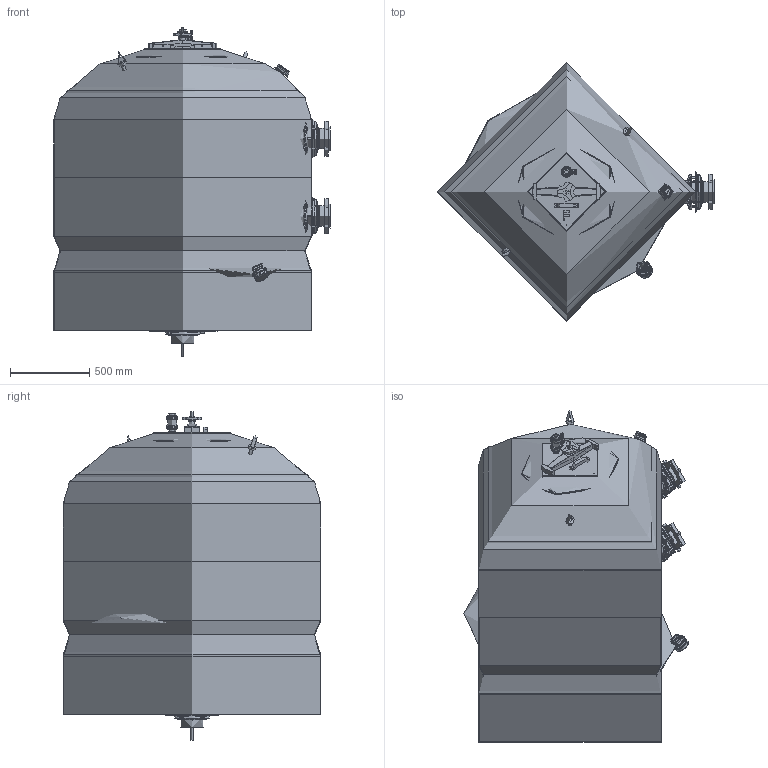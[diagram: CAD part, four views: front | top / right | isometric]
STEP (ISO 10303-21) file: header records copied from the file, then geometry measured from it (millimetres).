
FILE_DESCRIPTION( ( '' ), '1' );
FILE_NAME( 'HCFF631102WVA (VFSCN216011H).stp', '2017-07-19T11:49:04', ( 'Fiberpool Internacional' ), ( 'Fiberpool Internacional' ), 'PSStep 14.0', 'SolidEdgeST3', ' ' );
FILE_SCHEMA( ( 'AUTOMOTIVE_DESIGN { 1 0 10303 214 1 1 1 1 }' ) );
Length unit declared in the file: millimetre
Products named in the file (49): Sortida tornillos d-110 1400-1600-oa1; Sortida tornillos d-110 1400-1600-oa0; Tapa oval filtro industrial completa 2,5 BARS-oa8; Válvula de bola 32-1pols; Manòmetre filtro industrial 2011 -oa11; Base tapa ovalada filtro 2,5 BARS-oa5; filtre 1600 FB HAYW 170705-oa14; Assem1; Manòmetre  ; Brida tornillos d-125; Sortida descarga de arena 63-oa9; Desaigua filtre industrial 1pols-oa10; cos válvula 32-1pols; manguito valvula bola 32-1pols; femella valvula 32-1pols; maneta válvula 32-1pols; Volante filtro-oa6; cos manòmetre filtre industrial; fons manòmetre; agulla manòmetre; vidre manòmetre; Varilla Roscada M-14x165mm Inox 304; TUERCA INFERIOR SUJ_JUNTA TAP_OV; JUNTA TOR.22,00x4,00 NBR-70; TUERCA SUPERIOR SUJ_JUNTA TAP_OV; Base tapa ovalada filtro 2,5 BAR Act-oa4; CUERPO BRIDA DE TORNILLOS D-125 ; Tornillo M-10 Zinc. DIN 934; Cos sortida plipropilè 63; femella pasant polipropilè 63; ; Bolt_DIN_580_M24_v8.00; Maneta tapa filtro; Puente; Junta tórica 370,00x14,00 nbr-70; Machon doble rosca 1pols; ; Embellidor manòmetre PVC; Embellecedor d-125; casquillo 125-110 ...
Bounding box: 1748.5 x 1630 x 2075.5 mm (x, y, z)
Volume: 383136464.4 mm3; surface area: 77519768.3 mm2
Topology: 229 solids, 229 shells, 6529 faces, 16148 edges, 10415 vertices
Faces by surface type: plane 3861, cylinder 1719, cone 391, bspline 315, torus 198, sphere 29, offset 10, extrusion 6
Full cylindrical faces by diameter (mm): 6 x45, 8 x8, 10 x89, 10.106 x10, 11.835 x5, 12 x5, 13 x8, 14 x5, 14.5 x5, 15.5 x4, 16 x4, 17 x40, 19.6 x5, 21 x7, 22 x8, 23 x4, 23.5 x8, 24 x10, 25 x15, 26 x16, 29 x5, 29.5 x5, 29.605 x8, 32 x26, 35.5 x7, 37.5 x4, 38 x4, 41.5 x15, 44.5 x15, 46 x4
Entity records: 75758 total; most frequent: CARTESIAN_POINT 43324, DIRECTION 4876, ORIENTED_EDGE 4554, EDGE_CURVE 2277, AXIS2_PLACEMENT_3D 1863, VERTEX_POINT 1572, EDGE_LOOP 1401, FACE_OUTER_BOUND 1214
